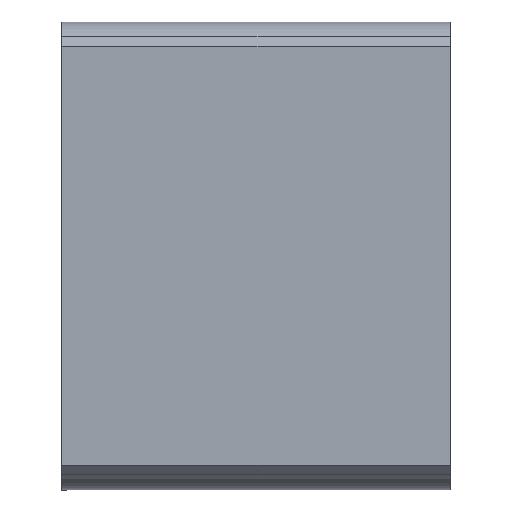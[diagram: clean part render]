
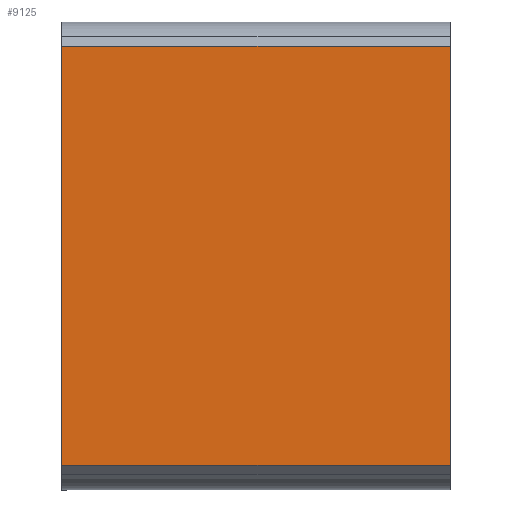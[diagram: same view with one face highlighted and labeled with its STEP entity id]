
A CAD part, top view. The second image highlights one B-rep face of the part: STEP entity #9125.
In plain terms, the highlighted planar face has unit normal (0, 0, 1).
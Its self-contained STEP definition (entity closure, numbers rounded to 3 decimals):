
#374=FACE_OUTER_BOUND('',#870,.T.);
#870=EDGE_LOOP('',(#6666,#6667,#6668,#6669));
#1528=LINE('',#13204,#2744);
#1543=LINE('',#13245,#2759);
#1607=LINE('',#13371,#2823);
#1608=LINE('',#13373,#2824);
#2744=VECTOR('',#10650,10.);
#2759=VECTOR('',#10679,10.);
#2823=VECTOR('',#10801,10.);
#2824=VECTOR('',#10804,10.);
#3890=VERTEX_POINT('',#13201);
#3891=VERTEX_POINT('',#13203);
#3909=VERTEX_POINT('',#13242);
#3910=VERTEX_POINT('',#13244);
#4873=EDGE_CURVE('',#3890,#3891,#1528,.T.);
#4892=EDGE_CURVE('',#3909,#3910,#1543,.T.);
#4957=EDGE_CURVE('',#3910,#3890,#1607,.T.);
#4958=EDGE_CURVE('',#3909,#3891,#1608,.T.);
#6666=ORIENTED_EDGE('',*,*,#4957,.F.);
#6667=ORIENTED_EDGE('',*,*,#4892,.F.);
#6668=ORIENTED_EDGE('',*,*,#4958,.T.);
#6669=ORIENTED_EDGE('',*,*,#4873,.F.);
#8679=PLANE('',#9655);
#9125=ADVANCED_FACE('',(#374),#8679,.T.);
#9655=AXIS2_PLACEMENT_3D('',#13372,#10802,#10803);
#10650=DIRECTION('',(0.,1.,0.));
#10679=DIRECTION('',(0.,-1.,0.));
#10801=DIRECTION('',(-1.,0.,0.));
#10802=DIRECTION('center_axis',(0.,0.,1.));
#10803=DIRECTION('ref_axis',(0.,1.,0.));
#10804=DIRECTION('',(-1.,0.,0.));
#13201=CARTESIAN_POINT('',(33.359,6.562,6.182));
#13203=CARTESIAN_POINT('',(33.359,77.101,6.182));
#13204=CARTESIAN_POINT('',(33.359,81.201,6.182));
#13242=CARTESIAN_POINT('',(98.679,77.101,6.182));
#13244=CARTESIAN_POINT('',(98.679,6.562,6.182));
#13245=CARTESIAN_POINT('',(98.679,81.201,6.182));
#13371=CARTESIAN_POINT('',(134.179,6.562,6.182));
#13372=CARTESIAN_POINT('Origin',(98.679,6.562,6.182));
#13373=CARTESIAN_POINT('',(134.179,77.101,6.182));
